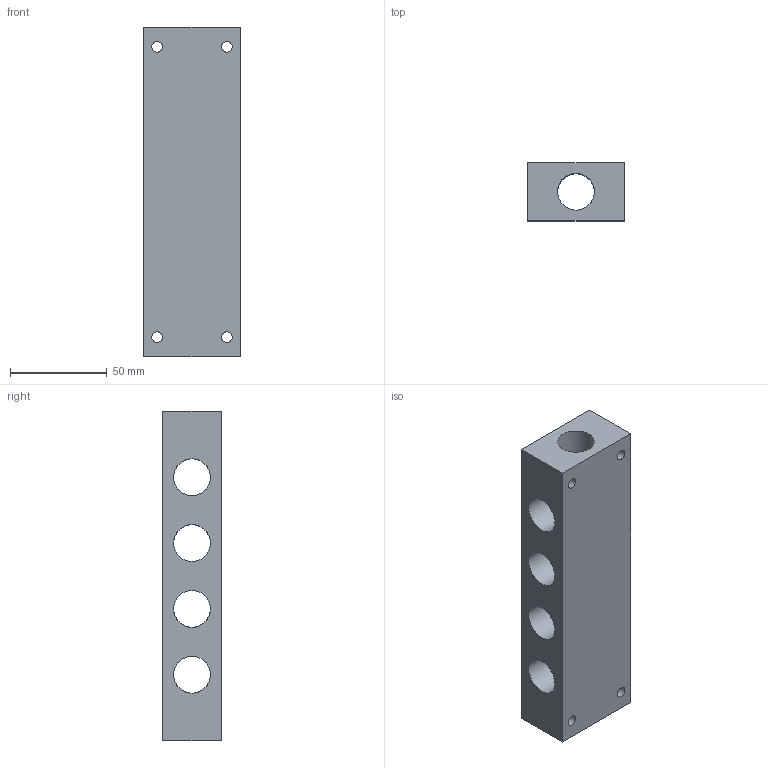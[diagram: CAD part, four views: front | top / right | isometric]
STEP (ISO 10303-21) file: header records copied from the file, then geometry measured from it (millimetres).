
FILE_DESCRIPTION(/* description */ ('Unknown'),/* implementation_level */ '2;1');
FILE_NAME(/* name */ '6.08.12;8',/* time_stamp */ '2019-09-19T08:39:38-04:00',/* author */ ('Unknown'),/* organization */ ('Unknown'),/* preprocessor_version */ 'ST-DEVELOPER v16.7',/* originating_system */ 'DEX',/* authorisation */ $);
FILE_SCHEMA (('AUTOMOTIVE_DESIGN {1 0 10303 214 3 1 1}'));
Length unit declared in the file: millimetre
Products named in the file (1): 6.08.12;8
Bounding box: 50 x 30 x 170 mm (x, y, z)
Volume: 165534 mm3; surface area: 45557.5 mm2
Topology: 1 solids, 1 shells, 23 faces, 73 edges, 44 vertices
Faces by surface type: cylinder 17, plane 6
Full cylindrical faces by diameter (mm): 5.5 x4, 19 x13
Entity records: 716 total; most frequent: DIRECTION 128, CARTESIAN_POINT 104, ORIENTED_EDGE 92, EDGE_LOOP 58, FACE_BOUND 58, AXIS2_PLACEMENT_3D 58, EDGE_CURVE 46, VERTEX_POINT 34
